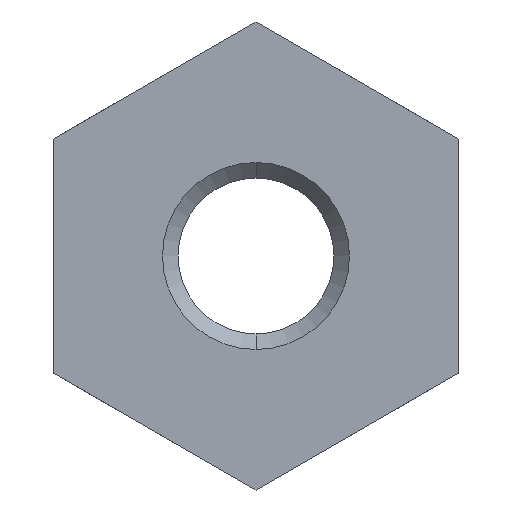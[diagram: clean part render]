
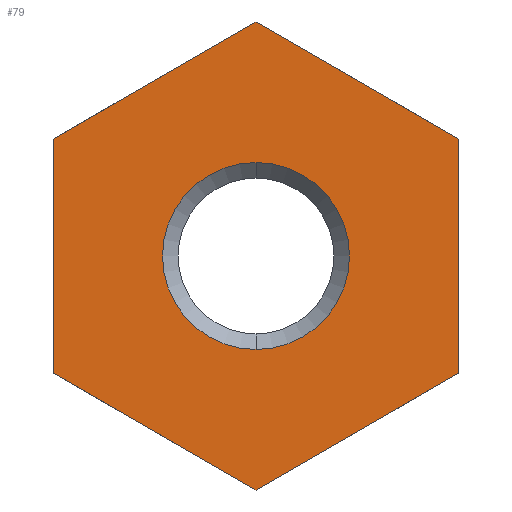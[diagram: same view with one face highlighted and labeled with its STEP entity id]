
A CAD part, front view. The second image highlights one B-rep face of the part: STEP entity #79.
In plain terms, the highlighted planar face has unit normal (0, -1, 0).
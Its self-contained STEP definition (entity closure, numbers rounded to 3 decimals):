
#79=ADVANCED_FACE('',(#165,#166),#167,.F.);
#165=FACE_BOUND('',#256,.T.);
#166=FACE_OUTER_BOUND('',#257,.T.);
#167=PLANE('',#258);
#256=EDGE_LOOP('',(#420,#421));
#257=EDGE_LOOP('',(#422,#423,#424,#425,#426,#427));
#258=AXIS2_PLACEMENT_3D('',#428,#429,#430);
#420=ORIENTED_EDGE('',*,*,#537,.T.);
#421=ORIENTED_EDGE('',*,*,#588,.T.);
#422=ORIENTED_EDGE('',*,*,#563,.T.);
#423=ORIENTED_EDGE('',*,*,#586,.T.);
#424=ORIENTED_EDGE('',*,*,#582,.T.);
#425=ORIENTED_EDGE('',*,*,#577,.T.);
#426=ORIENTED_EDGE('',*,*,#573,.T.);
#427=ORIENTED_EDGE('',*,*,#568,.T.);
#428=CARTESIAN_POINT('',(-2.5,0.,0.0));
#429=DIRECTION('',(0.0,1.0,0.0));
#430=DIRECTION('',(0.0,0.0,1.0));
#537=EDGE_CURVE('',#635,#633,#636,.T.);
#563=EDGE_CURVE('',#670,#673,#675,.T.);
#568=EDGE_CURVE('',#678,#670,#682,.T.);
#573=EDGE_CURVE('',#684,#678,#688,.T.);
#577=EDGE_CURVE('',#691,#684,#694,.T.);
#582=EDGE_CURVE('',#697,#691,#701,.T.);
#586=EDGE_CURVE('',#673,#697,#705,.T.);
#588=EDGE_CURVE('',#633,#635,#707,.T.);
#633=VERTEX_POINT('',#762);
#635=VERTEX_POINT('',#765);
#636=CIRCLE('',#766,3.0);
#670=VERTEX_POINT('',#807);
#673=VERTEX_POINT('',#814);
#675=LINE('',#817,#818);
#678=VERTEX_POINT('',#821);
#682=LINE('',#834,#835);
#684=VERTEX_POINT('',#837);
#688=LINE('',#848,#849);
#691=VERTEX_POINT('',#852);
#694=LINE('',#859,#860);
#697=VERTEX_POINT('',#863);
#701=LINE('',#876,#877);
#705=LINE('',#887,#888);
#707=CIRCLE('',#890,3.0);
#762=CARTESIAN_POINT('',(0.,0.,3.0));
#765=CARTESIAN_POINT('',(0.0,0.,-3.0));
#766=AXIS2_PLACEMENT_3D('',#928,#929,#930);
#807=CARTESIAN_POINT('',(6.5,0.0,3.753));
#814=CARTESIAN_POINT('',(0.0,0.0,7.506));
#817=CARTESIAN_POINT('',(6.5,0.0,3.753));
#818=VECTOR('',#970,1000.0);
#821=CARTESIAN_POINT('',(6.5,0.0,-3.753));
#834=CARTESIAN_POINT('',(6.5,0.0,-3.753));
#835=VECTOR('',#972,1000.0);
#837=CARTESIAN_POINT('',(0.,0.0,-7.506));
#848=CARTESIAN_POINT('',(0.,0.0,-7.506));
#849=VECTOR('',#974,1000.0);
#852=CARTESIAN_POINT('',(-6.5,0.0,-3.753));
#859=CARTESIAN_POINT('',(-6.5,0.0,-3.753));
#860=VECTOR('',#976,1000.0);
#863=CARTESIAN_POINT('',(-6.5,0.,3.753));
#876=CARTESIAN_POINT('',(-6.5,0.0,3.753));
#877=VECTOR('',#978,1000.0);
#887=CARTESIAN_POINT('',(0.,0.0,7.506));
#888=VECTOR('',#979,1000.0);
#890=AXIS2_PLACEMENT_3D('',#980,#981,#982);
#928=CARTESIAN_POINT('',(0.0,0.0,0.0));
#929=DIRECTION('',(0.0,1.0,0.0));
#930=DIRECTION('',(0.0,0.0,1.0));
#970=DIRECTION('',(-0.866,0.0,0.5));
#972=DIRECTION('',(0.,0.0,1.0));
#974=DIRECTION('',(0.866,0.0,0.5));
#976=DIRECTION('',(0.866,0.0,-0.5));
#978=DIRECTION('',(0.0,0.0,-1.0));
#979=DIRECTION('',(-0.866,0.0,-0.5));
#980=CARTESIAN_POINT('',(0.0,0.0,0.0));
#981=DIRECTION('',(0.0,1.0,0.0));
#982=DIRECTION('',(0.0,0.0,1.0));
